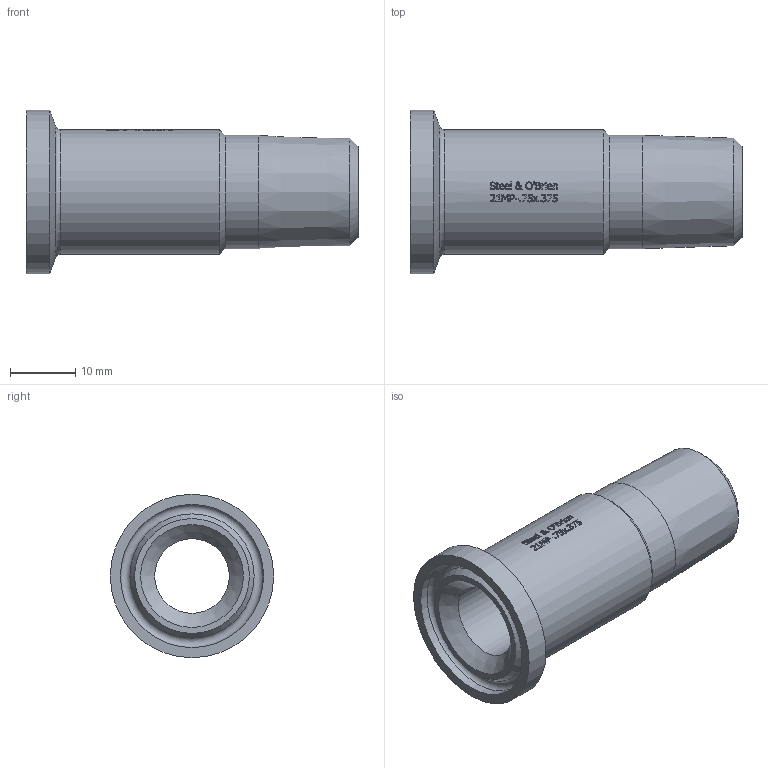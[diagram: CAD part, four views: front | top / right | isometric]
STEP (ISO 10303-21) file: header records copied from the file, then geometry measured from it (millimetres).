
FILE_DESCRIPTION(/* description */ (''),/* implementation_level */ '2;1');
FILE_NAME(/* name */ '21MP-.75x.375.stp',/* time_stamp */ '2019-01-31T09:25:47-05:00',/* author */ ('rick'),/* organization */ (''),/* preprocessor_version */ 'ST-DEVELOPER v15.2',/* originating_system */ 'Autodesk Inventor 2014',/* authorisation */ '');
FILE_SCHEMA (('AUTOMOTIVE_DESIGN { 1 0 10303 214 3 1 1 }'));
Length unit declared in the file: inch
Products named in the file (1): AAV00730
Bounding box: 50.8 x 24.99 x 24.99 mm (x, y, z)
Volume: 8423 mm3; surface area: 5520 mm2
Topology: 1 solids, 1 shells, 414 faces, 1115 edges, 740 vertices
Faces by surface type: bspline 184, plane 180, cylinder 41, cone 6, torus 3
Full cylindrical faces by diameter (mm): 11.43 x1, 17.335 x1, 19.05 x1, 21.895 x1, 24.994 x1
Entity records: 16265 total; most frequent: CARTESIAN_POINT 6938, ORIENTED_EDGE 2200, DIRECTION 1399, EDGE_CURVE 1100, VERTEX_POINT 739, LINE 527, VECTOR 527, EDGE_LOOP 467
